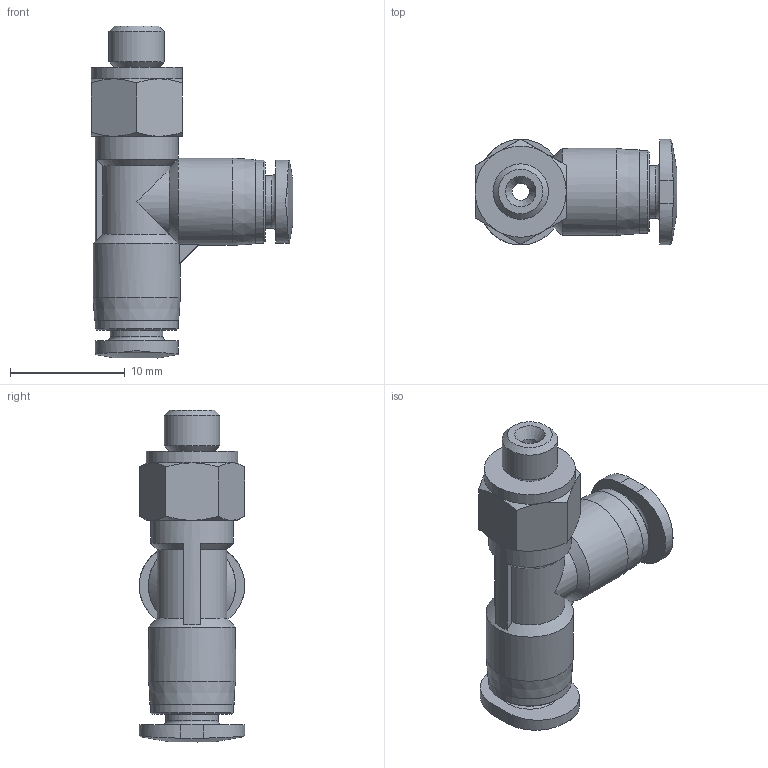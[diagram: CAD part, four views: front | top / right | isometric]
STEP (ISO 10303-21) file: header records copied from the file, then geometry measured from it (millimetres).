
FILE_DESCRIPTION(/* description */ ('STEP AP214'),/* implementation_level */ '2;1');
FILE_NAME(/* name */ '572295_QBMTL-10-32-UNF-1_8-U',/* time_stamp */ '2024-09-14T03:42:27+02:00',/* author */ ('License CC BY-ND 4.0'),/* organization */ ('CADENAS'),/* preprocessor_version */ 'ST-DEVELOPER v19.3',/* originating_system */ 'PARTsolutions',/* authorisation */ ' ');
FILE_SCHEMA (('AUTOMOTIVE_DESIGN {1 0 10303 214 3 1 1}'));
Length unit declared in the file: millimetre
Products named in the file (1): 572295 QBMTL-10-32-UNF-1/8-U
Bounding box: 17.57 x 9.2 x 28.9 mm (x, y, z)
Volume: 1362.9 mm3; surface area: 1467.9 mm2
Topology: 1 solids, 1 shells, 83 faces, 198 edges, 124 vertices
Faces by surface type: plane 28, cone 26, cylinder 21, torus 8
Full cylindrical faces by diameter (mm): 1.5 x2, 3.175 x2, 4.575 x2, 4.826 x1, 7.2 x3, 7.6 x2, 7.94 x1
Entity records: 2868 total; most frequent: CARTESIAN_POINT 539, DIRECTION 348, ORIENTED_EDGE 328, EDGE_CURVE 164, AXIS2_PLACEMENT_3D 158, EDGE_LOOP 121, FACE_BOUND 121, VERTEX_POINT 117
